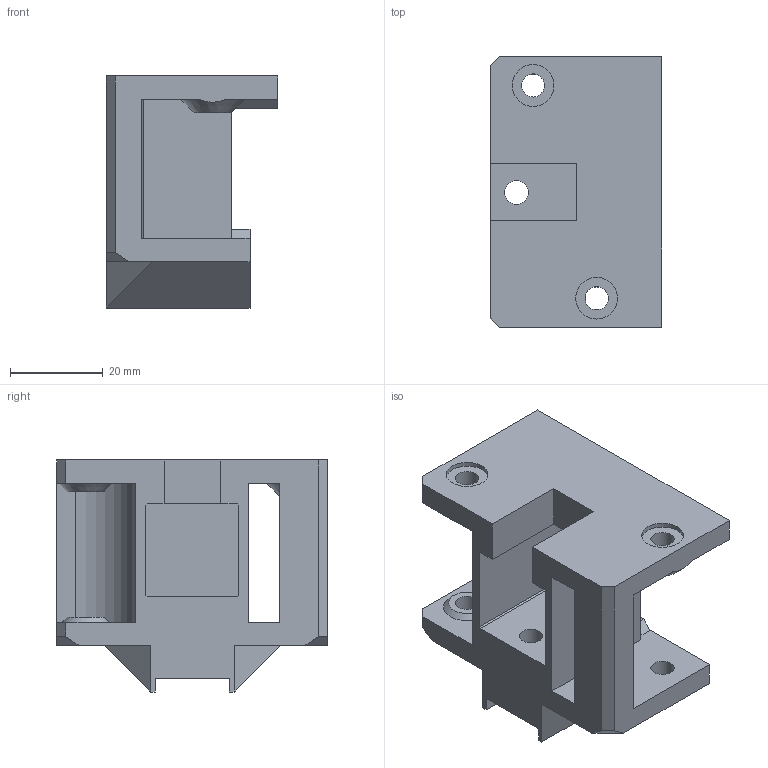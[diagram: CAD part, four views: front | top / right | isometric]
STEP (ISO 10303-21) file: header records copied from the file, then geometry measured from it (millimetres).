
FILE_DESCRIPTION(/* description */ (''),/* implementation_level */ '2;1');
FILE_NAME(/* name */ 'XY_Joiner_R_Smooth.step',/* time_stamp */ '2021-04-26T10:41:52+02:00',/* author */ (''),/* organization */ (''),/* preprocessor_version */ 'ST-DEVELOPER v18.1',/* originating_system */ 'Autodesk Translation Framework v10.6.0.1341',/* authorisation */ '');
FILE_SCHEMA (('AUTOMOTIVE_DESIGN { 1 0 10303 214 3 1 1 }'));
Length unit declared in the file: millimetre
Products named in the file (3): (Unsaved); XY Joiner mgn12 (1); xy_joiner_right
Assembly tree (2 placements, depth 3):
  (Unsaved)
    XY Joiner mgn12 (1)
      xy_joiner_right
Bounding box: 37 x 58.35 x 50 mm (x, y, z)
Volume: 40567.6 mm3; surface area: 16558.7 mm2
Topology: 1 solids, 1 shells, 74 faces, 205 edges, 136 vertices
Faces by surface type: plane 61, cylinder 10, cone 3
Full cylindrical faces by diameter (mm): 5 x4, 5.1 x2, 9 x2
Entity records: 2447 total; most frequent: CARTESIAN_POINT 422, ORIENTED_EDGE 410, DIRECTION 389, EDGE_CURVE 205, LINE 177, VECTOR 177, VERTEX_POINT 136, AXIS2_PLACEMENT_3D 106
